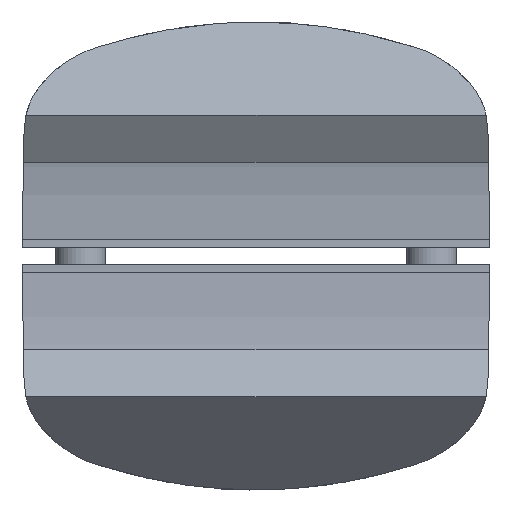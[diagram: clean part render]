
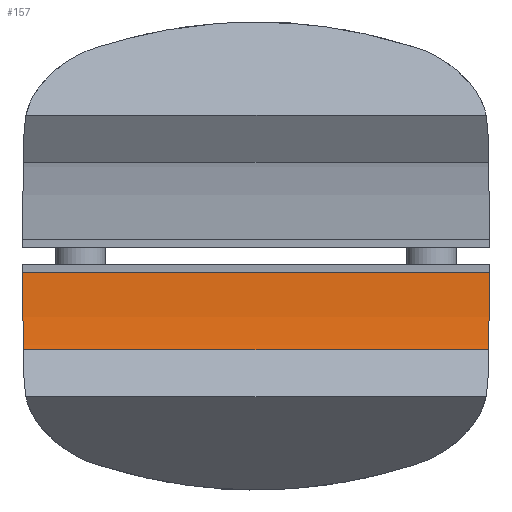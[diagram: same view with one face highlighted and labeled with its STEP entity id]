
A CAD part, left-side view. The second image highlights one B-rep face of the part: STEP entity #157.
In plain terms, the highlighted cylindrical face has radius 25 mm (diameter 50 mm), a partial arc.
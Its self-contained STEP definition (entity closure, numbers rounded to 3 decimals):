
#157=ADVANCED_FACE('',(#412),#413,.F.);
#412=FACE_OUTER_BOUND('',#777,.T.);
#413=CYLINDRICAL_SURFACE('',#778,25.0);
#777=EDGE_LOOP('',(#19670,#19671,#19672,#19673));
#778=AXIS2_PLACEMENT_3D('',#19674,#19675,#19676);
#19670=ORIENTED_EDGE('',*,*,#20508,.F.);
#19671=ORIENTED_EDGE('',*,*,#20509,.T.);
#19672=ORIENTED_EDGE('',*,*,#20510,.F.);
#19673=ORIENTED_EDGE('',*,*,#20511,.F.);
#19674=CARTESIAN_POINT('',(-25.245,-19.5,-1.0));
#19675=DIRECTION('',(0.0,-1.0,0.0));
#19676=DIRECTION('',(1.0,0.0,0.0));
#20508=EDGE_CURVE('',#20916,#20917,#20918,.T.);
#20509=EDGE_CURVE('',#20916,#20919,#20920,.T.);
#20510=EDGE_CURVE('',#20921,#20919,#20922,.T.);
#20511=EDGE_CURVE('',#20917,#20921,#20923,.T.);
#20916=VERTEX_POINT('',#21486);
#20917=VERTEX_POINT('',#21487);
#20918=LINE('',#21488,#21489);
#20919=VERTEX_POINT('',#21490);
#20920=ELLIPSE('',#21491,25.004,25.0);
#20921=VERTEX_POINT('',#21492);
#20922=LINE('',#21493,#21494);
#20923=ELLIPSE('',#21495,25.004,25.0);
#21486=CARTESIAN_POINT('',(-0.245,13.991,-1.0));
#21487=CARTESIAN_POINT('',(-0.245,-13.991,-1.0));
#21488=CARTESIAN_POINT('',(-0.245,0.0,-1.0));
#21489=VECTOR('',#23657,1.0);
#21490=CARTESIAN_POINT('',(-0.957,13.888,-6.924));
#21491=AXIS2_PLACEMENT_3D('',#23658,#23659,#23660);
#21492=CARTESIAN_POINT('',(-0.957,-13.888,-6.924));
#21493=CARTESIAN_POINT('',(-0.957,-19.5,-6.924));
#21494=VECTOR('',#23661,1.0);
#21495=AXIS2_PLACEMENT_3D('',#23662,#23663,#23664);
#23657=DIRECTION('',(-0.0,-1.0,0.0));
#23658=CARTESIAN_POINT('',(-25.245,13.991,-1.0));
#23659=DIRECTION('',(0.0,1.,-0.017));
#23660=DIRECTION('',(0.0,0.017,1.));
#23661=DIRECTION('',(-0.0,1.0,0.0));
#23662=CARTESIAN_POINT('',(-25.245,-13.991,-1.0));
#23663=DIRECTION('',(0.0,1.,0.017));
#23664=DIRECTION('',(0.0,-0.017,1.));
